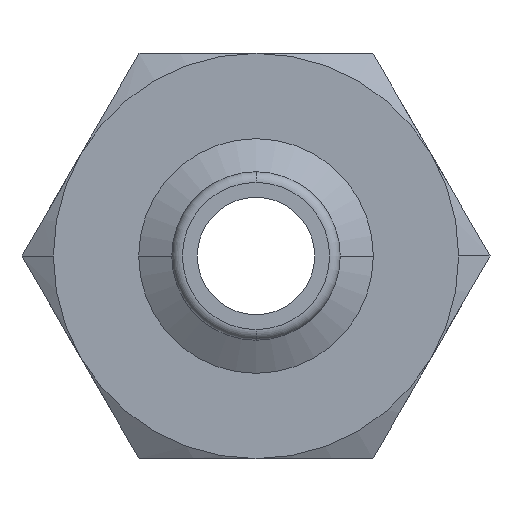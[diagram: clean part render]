
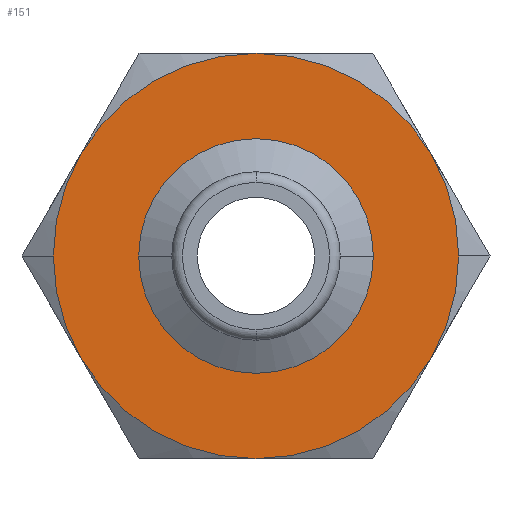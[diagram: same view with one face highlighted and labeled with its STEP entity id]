
A CAD part, front view. The second image highlights one B-rep face of the part: STEP entity #151.
In plain terms, the highlighted planar face has unit normal (0, -1, 0).
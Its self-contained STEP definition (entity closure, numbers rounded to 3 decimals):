
#151=ADVANCED_FACE('',(#311,#312),#313,.T.);
#311=FACE_OUTER_BOUND('',#476,.T.);
#312=FACE_BOUND('',#477,.T.);
#313=PLANE('',#478);
#476=EDGE_LOOP('',(#845,#846,#847,#848,#849,#850,#851,#852));
#477=EDGE_LOOP('',(#853,#854));
#478=AXIS2_PLACEMENT_3D('',#855,#856,#857);
#845=ORIENTED_EDGE('',*,*,#974,.F.);
#846=ORIENTED_EDGE('',*,*,#955,.F.);
#847=ORIENTED_EDGE('',*,*,#1082,.F.);
#848=ORIENTED_EDGE('',*,*,#1072,.F.);
#849=ORIENTED_EDGE('',*,*,#1026,.F.);
#850=ORIENTED_EDGE('',*,*,#1100,.F.);
#851=ORIENTED_EDGE('',*,*,#970,.F.);
#852=ORIENTED_EDGE('',*,*,#1101,.F.);
#853=ORIENTED_EDGE('',*,*,#1062,.F.);
#854=ORIENTED_EDGE('',*,*,#1046,.F.);
#855=CARTESIAN_POINT('',(4.75,22.0,0.0));
#856=DIRECTION('',(-0.0,-1.0,-0.0));
#857=DIRECTION('',(-1.0,0.0,0.0));
#955=EDGE_CURVE('',#1122,#1124,#1125,.T.);
#970=EDGE_CURVE('',#1149,#1146,#1151,.T.);
#974=EDGE_CURVE('',#1124,#1153,#1157,.T.);
#1026=EDGE_CURVE('',#1234,#1240,#1242,.T.);
#1046=EDGE_CURVE('',#1270,#1272,#1273,.T.);
#1062=EDGE_CURVE('',#1272,#1270,#1293,.T.);
#1072=EDGE_CURVE('',#1240,#1159,#1305,.T.);
#1082=EDGE_CURVE('',#1159,#1122,#1315,.T.);
#1100=EDGE_CURVE('',#1146,#1234,#1335,.T.);
#1101=EDGE_CURVE('',#1153,#1149,#1336,.T.);
#1122=VERTEX_POINT('',#1359);
#1124=VERTEX_POINT('',#1372);
#1125=CIRCLE('',#1373,9.5);
#1146=VERTEX_POINT('',#1409);
#1149=VERTEX_POINT('',#1423);
#1151=CIRCLE('',#1436,9.5);
#1153=VERTEX_POINT('',#1438);
#1157=CIRCLE('',#1454,9.5);
#1159=VERTEX_POINT('',#1456);
#1234=VERTEX_POINT('',#1647);
#1240=VERTEX_POINT('',#1676);
#1242=CIRCLE('',#1679,9.5);
#1270=VERTEX_POINT('',#1723);
#1272=VERTEX_POINT('',#1726);
#1273=CIRCLE('',#1727,5.5);
#1293=CIRCLE('',#1748,5.5);
#1305=CIRCLE('',#1762,9.5);
#1315=CIRCLE('',#1786,9.5);
#1335=CIRCLE('',#1862,9.5);
#1336=CIRCLE('',#1863,9.5);
#1359=CARTESIAN_POINT('',(0.,22.0,9.5));
#1372=CARTESIAN_POINT('',(8.227,22.0,4.75));
#1373=AXIS2_PLACEMENT_3D('',#1886,#1887,#1888);
#1409=CARTESIAN_POINT('',(0.0,22.0,-9.5));
#1423=CARTESIAN_POINT('',(8.227,22.0,-4.75));
#1436=AXIS2_PLACEMENT_3D('',#1905,#1906,#1907);
#1438=CARTESIAN_POINT('',(9.5,22.0,0.));
#1454=AXIS2_PLACEMENT_3D('',#1909,#1910,#1911);
#1456=CARTESIAN_POINT('',(-8.227,22.0,4.75));
#1647=CARTESIAN_POINT('',(-8.227,22.0,-4.75));
#1676=CARTESIAN_POINT('',(-9.5,22.0,0.));
#1679=AXIS2_PLACEMENT_3D('',#1983,#1984,#1985);
#1723=CARTESIAN_POINT('',(5.5,22.0,0.));
#1726=CARTESIAN_POINT('',(-5.5,22.0,0.));
#1727=AXIS2_PLACEMENT_3D('',#2013,#2014,#2015);
#1748=AXIS2_PLACEMENT_3D('',#2050,#2051,#2052);
#1762=AXIS2_PLACEMENT_3D('',#2064,#2065,#2066);
#1786=AXIS2_PLACEMENT_3D('',#2073,#2074,#2075);
#1862=AXIS2_PLACEMENT_3D('',#2086,#2087,#2088);
#1863=AXIS2_PLACEMENT_3D('',#2089,#2090,#2091);
#1886=CARTESIAN_POINT('',(0.0,22.0,0.0));
#1887=DIRECTION('',(-0.0,1.0,0.0));
#1888=DIRECTION('',(1.0,0.0,0.0));
#1905=CARTESIAN_POINT('',(0.0,22.0,0.0));
#1906=DIRECTION('',(-0.0,1.0,0.0));
#1907=DIRECTION('',(1.0,0.0,0.0));
#1909=CARTESIAN_POINT('',(0.0,22.0,0.0));
#1910=DIRECTION('',(-0.0,1.0,0.0));
#1911=DIRECTION('',(1.0,0.0,0.0));
#1983=CARTESIAN_POINT('',(0.0,22.0,0.0));
#1984=DIRECTION('',(-0.0,1.0,0.0));
#1985=DIRECTION('',(1.0,0.0,0.0));
#2013=CARTESIAN_POINT('',(0.0,22.0,0.0));
#2014=DIRECTION('',(0.0,-1.0,0.0));
#2015=DIRECTION('',(1.0,0.0,0.0));
#2050=CARTESIAN_POINT('',(0.0,22.0,0.0));
#2051=DIRECTION('',(0.0,-1.0,0.0));
#2052=DIRECTION('',(1.0,0.0,0.0));
#2064=CARTESIAN_POINT('',(0.0,22.0,0.0));
#2065=DIRECTION('',(-0.0,1.0,0.0));
#2066=DIRECTION('',(1.0,0.0,0.0));
#2073=CARTESIAN_POINT('',(0.0,22.0,0.0));
#2074=DIRECTION('',(-0.0,1.0,0.0));
#2075=DIRECTION('',(1.0,0.0,0.0));
#2086=CARTESIAN_POINT('',(0.0,22.0,0.0));
#2087=DIRECTION('',(-0.0,1.0,0.0));
#2088=DIRECTION('',(1.0,0.0,0.0));
#2089=CARTESIAN_POINT('',(0.0,22.0,0.0));
#2090=DIRECTION('',(-0.0,1.0,0.0));
#2091=DIRECTION('',(1.0,0.0,0.0));
